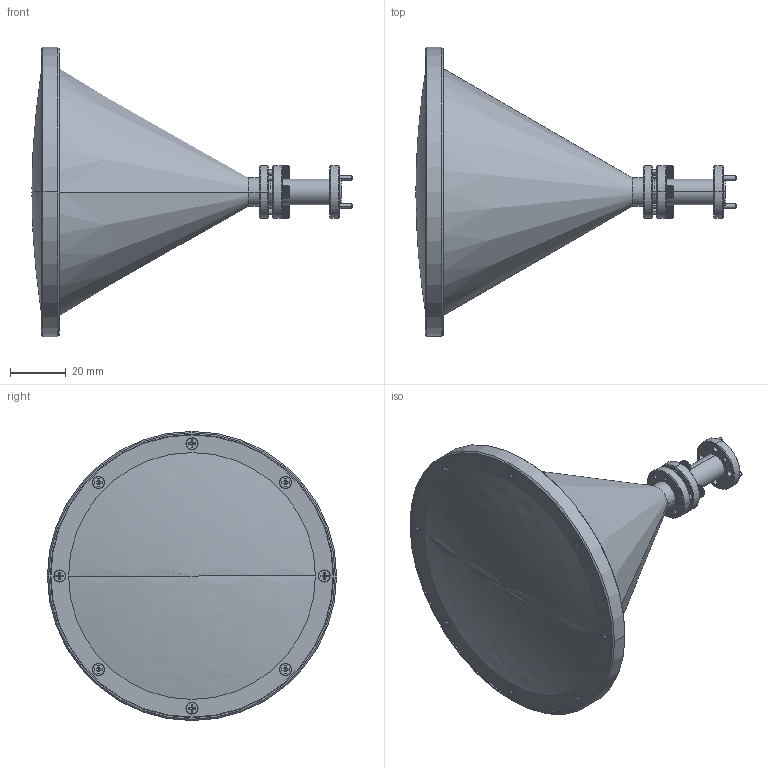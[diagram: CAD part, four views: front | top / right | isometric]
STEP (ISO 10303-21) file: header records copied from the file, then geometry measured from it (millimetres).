
FILE_DESCRIPTION (( 'STEP AP203' ), '1' );
FILE_NAME ('SAQ-943205-10-S1.STEP', '2019-06-24T16:26:03', ( '' ), ( '' ), 'SwSTEP 2.0', 'SolidWorks 2016', '' );
FILE_SCHEMA (( 'CONFIG_CONTROL_DESIGN' ));
Products named in the file (1): SAQ-943205-10-S1
Bounding box: 115.25 x 104.14 x 104.14 mm (x, y, z)
Volume: 285614.9 mm3; surface area: 48162.5 mm2
Topology: 19 solids, 19 shells, 1321 faces, 3622 edges, 2364 vertices
Faces by surface type: plane 589, cylinder 486, cone 210, bspline 28, torus 8
Entity records: 55333 total; most frequent: CARTESIAN_POINT 24176, ORIENTED_EDGE 7204, DIRECTION 5660, EDGE_CURVE 3602, VERTEX_POINT 2364, AXIS2_PLACEMENT_3D 2168, EDGE_LOOP 1446, VECTOR 1324
